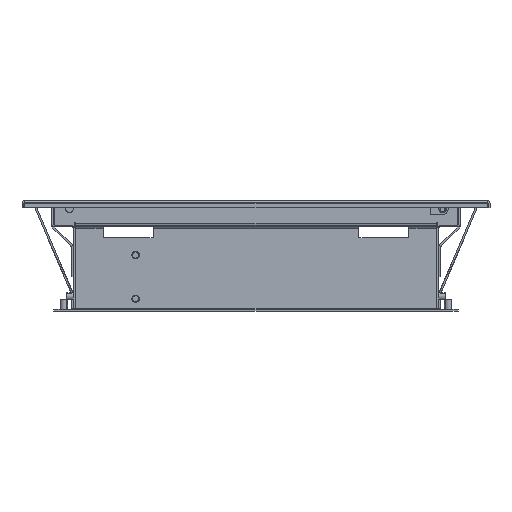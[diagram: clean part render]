
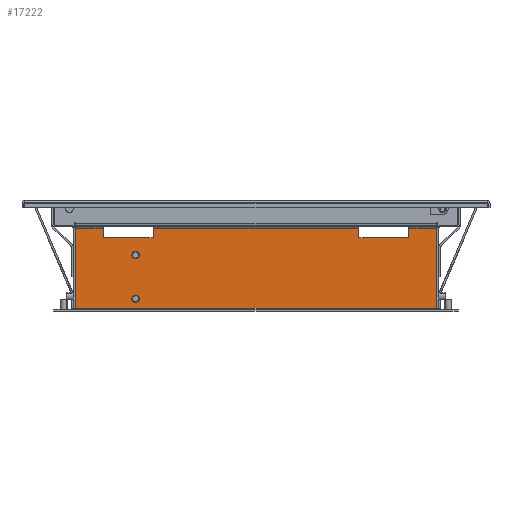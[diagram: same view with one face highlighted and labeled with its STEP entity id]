
A CAD part, front view. The second image highlights one B-rep face of the part: STEP entity #17222.
In plain terms, the highlighted planar face has unit normal (0, -1, 0).
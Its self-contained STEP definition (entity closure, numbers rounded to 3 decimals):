
#226 = DIRECTION ( 'NONE',  ( 0., 0., -1. ) ) ;
#348 = CARTESIAN_POINT ( 'NONE',  ( 270., -599., -22.5 ) ) ;
#552 = EDGE_CURVE ( 'NONE', #18995, #17737, #18497, .T. ) ;
#701 = CARTESIAN_POINT ( 'NONE',  ( 91., -599., -82. ) ) ;
#866 = LINE ( 'NONE', #3998, #17330 ) ;
#925 = ORIENTED_EDGE ( 'NONE', *, *, #11283, .F. ) ;
#1400 = ORIENTED_EDGE ( 'NONE', *, *, #14519, .F. ) ;
#1409 = VECTOR ( 'NONE', #6240, 1000. ) ;
#1523 = DIRECTION ( 'NONE',  ( 0., 0., -1. ) ) ;
#1781 = CARTESIAN_POINT ( 'NONE',  ( 65., -599., 0. ) ) ;
#2047 = CARTESIAN_POINT ( 'NONE',  ( 270., -599., 0. ) ) ;
#2060 = DIRECTION ( 'NONE',  ( 1., 0., 0. ) ) ;
#2107 = DIRECTION ( 'NONE',  ( 0., -1., 0. ) ) ;
#2199 = EDGE_CURVE ( 'NONE', #13012, #13098, #14232, .T. ) ;
#2373 = VECTOR ( 'NONE', #17697, 1000. ) ;
#2510 = CARTESIAN_POINT ( 'NONE',  ( 332., -599., -89. ) ) ;
#2622 = VERTEX_POINT ( 'NONE', #7662 ) ;
#2909 = FACE_BOUND ( 'NONE', #12914, .T. ) ;
#3109 = CARTESIAN_POINT ( 'NONE',  ( 43., -599., -22.5 ) ) ;
#3132 = ORIENTED_EDGE ( 'NONE', *, *, #5675, .F. ) ;
#3561 = LINE ( 'NONE', #1781, #19723 ) ;
#3634 = EDGE_CURVE ( 'NONE', #9834, #10486, #7047, .T. ) ;
#3661 = VERTEX_POINT ( 'NONE', #11936 ) ;
#3961 = ORIENTED_EDGE ( 'NONE', *, *, #16198, .F. ) ;
#3998 = CARTESIAN_POINT ( 'NONE',  ( 43., -599., -22.5 ) ) ;
#4003 = CARTESIAN_POINT ( 'NONE',  ( 65., -599., -22.5 ) ) ;
#4533 = EDGE_CURVE ( 'NONE', #2622, #16638, #7301, .T. ) ;
#4540 = AXIS2_PLACEMENT_3D ( 'NONE', #16656, #2107, #5443 ) ;
#4591 = LINE ( 'NONE', #15701, #19794 ) ;
#4656 = EDGE_CURVE ( 'NONE', #17304, #3661, #4591, .T. ) ;
#4903 = FACE_BOUND ( 'NONE', #5781, .T. ) ;
#5443 = DIRECTION ( 'NONE',  ( 0., 0., -1. ) ) ;
#5675 = EDGE_CURVE ( 'NONE', #15457, #13012, #7305, .T. ) ;
#5681 = DIRECTION ( 'NONE',  ( 0., 0., -1. ) ) ;
#5781 = EDGE_LOOP ( 'NONE', ( #10436, #10566 ) ) ;
#6073 = VECTOR ( 'NONE', #14524, 1000. ) ;
#6106 = CIRCLE ( 'NONE', #17723, 3. ) ;
#6151 = VERTEX_POINT ( 'NONE', #13834 ) ;
#6240 = DIRECTION ( 'NONE',  ( 0., 0., 1. ) ) ;
#6261 = CARTESIAN_POINT ( 'NONE',  ( 270., -599., -30. ) ) ;
#6359 = DIRECTION ( 'NONE',  ( 0., -1., 0. ) ) ;
#6587 = LINE ( 'NONE', #12707, #2373 ) ;
#6680 = DIRECTION ( 'NONE',  ( 0., 0., -1. ) ) ;
#6804 = VECTOR ( 'NONE', #13386, 1000. ) ;
#7017 = CARTESIAN_POINT ( 'NONE',  ( 332., -599., -86.5 ) ) ;
#7047 = LINE ( 'NONE', #2047, #6804 ) ;
#7301 = LINE ( 'NONE', #2510, #17786 ) ;
#7305 = LINE ( 'NONE', #20199, #18496 ) ;
#7381 = CIRCLE ( 'NONE', #11697, 3. ) ;
#7558 = CARTESIAN_POINT ( 'NONE',  ( 105., -599., -30. ) ) ;
#7662 = CARTESIAN_POINT ( 'NONE',  ( 332., -599., -22.5 ) ) ;
#7723 = AXIS2_PLACEMENT_3D ( 'NONE', #18736, #6359, #9276 ) ;
#7816 = LINE ( 'NONE', #12585, #14651 ) ;
#7919 = DIRECTION ( 'NONE',  ( 0., 0., 1. ) ) ;
#8162 = VERTEX_POINT ( 'NONE', #701 ) ;
#8193 = CARTESIAN_POINT ( 'NONE',  ( 43., -599., -21.5 ) ) ;
#8253 = ORIENTED_EDGE ( 'NONE', *, *, #4533, .F. ) ;
#8418 = LINE ( 'NONE', #9790, #15672 ) ;
#8800 = DIRECTION ( 'NONE',  ( 1., 0., 0. ) ) ;
#9246 = VERTEX_POINT ( 'NONE', #10431 ) ;
#9276 = DIRECTION ( 'NONE',  ( 0., 0., -1. ) ) ;
#9467 = CARTESIAN_POINT ( 'NONE',  ( 105., -599., 0. ) ) ;
#9476 = DIRECTION ( 'NONE',  ( 1., 0., 0. ) ) ;
#9654 = CARTESIAN_POINT ( 'NONE',  ( 91., -599., -44. ) ) ;
#9790 = CARTESIAN_POINT ( 'NONE',  ( 0., -599., -30. ) ) ;
#9834 = VERTEX_POINT ( 'NONE', #348 ) ;
#10048 = VERTEX_POINT ( 'NONE', #4003 ) ;
#10074 = CARTESIAN_POINT ( 'NONE',  ( 91., -599., -47. ) ) ;
#10431 = CARTESIAN_POINT ( 'NONE',  ( 43., -599., -86.5 ) ) ;
#10436 = ORIENTED_EDGE ( 'NONE', *, *, #552, .F. ) ;
#10486 = VERTEX_POINT ( 'NONE', #6261 ) ;
#10533 = DIRECTION ( 'NONE',  ( 0., 0., -1. ) ) ;
#10566 = ORIENTED_EDGE ( 'NONE', *, *, #12768, .F. ) ;
#10776 = EDGE_CURVE ( 'NONE', #6151, #10048, #6587, .T. ) ;
#10798 = ORIENTED_EDGE ( 'NONE', *, *, #4656, .F. ) ;
#10869 = ORIENTED_EDGE ( 'NONE', *, *, #16752, .F. ) ;
#11079 = CARTESIAN_POINT ( 'NONE',  ( 105., -599., -22.5 ) ) ;
#11200 = ORIENTED_EDGE ( 'NONE', *, *, #20214, .F. ) ;
#11216 = DIRECTION ( 'NONE',  ( 0., -1., 0. ) ) ;
#11245 = FACE_OUTER_BOUND ( 'NONE', #19994, .T. ) ;
#11283 = EDGE_CURVE ( 'NONE', #10486, #17304, #8418, .T. ) ;
#11317 = ORIENTED_EDGE ( 'NONE', *, *, #10776, .F. ) ;
#11365 = DIRECTION ( 'NONE',  ( 0., -1., 0. ) ) ;
#11578 = CARTESIAN_POINT ( 'NONE',  ( 91., -599., -79. ) ) ;
#11684 = EDGE_CURVE ( 'NONE', #9246, #6151, #19427, .T. ) ;
#11695 = CARTESIAN_POINT ( 'NONE',  ( 65., -599., -30. ) ) ;
#11697 = AXIS2_PLACEMENT_3D ( 'NONE', #11578, #11365, #226 ) ;
#11936 = CARTESIAN_POINT ( 'NONE',  ( 310., -599., -22.5 ) ) ;
#11973 = CIRCLE ( 'NONE', #17611, 3. ) ;
#12290 = DIRECTION ( 'NONE',  ( 1., 0., 0. ) ) ;
#12585 = CARTESIAN_POINT ( 'NONE',  ( 332., -599., -86.5 ) ) ;
#12707 = CARTESIAN_POINT ( 'NONE',  ( 43., -599., -22.5 ) ) ;
#12768 = EDGE_CURVE ( 'NONE', #17737, #18995, #6106, .T. ) ;
#12897 = CARTESIAN_POINT ( 'NONE',  ( 91., -599., -76. ) ) ;
#12914 = EDGE_LOOP ( 'NONE', ( #14371, #11200 ) ) ;
#13012 = VERTEX_POINT ( 'NONE', #7558 ) ;
#13098 = VERTEX_POINT ( 'NONE', #11079 ) ;
#13261 = ORIENTED_EDGE ( 'NONE', *, *, #3634, .F. ) ;
#13386 = DIRECTION ( 'NONE',  ( 0., 0., -1. ) ) ;
#13834 = CARTESIAN_POINT ( 'NONE',  ( 43., -599., -22.5 ) ) ;
#13870 = VERTEX_POINT ( 'NONE', #12897 ) ;
#14232 = LINE ( 'NONE', #9467, #1409 ) ;
#14371 = ORIENTED_EDGE ( 'NONE', *, *, #17009, .F. ) ;
#14519 = EDGE_CURVE ( 'NONE', #3661, #2622, #17367, .T. ) ;
#14524 = DIRECTION ( 'NONE',  ( 0., 0., 1. ) ) ;
#14651 = VECTOR ( 'NONE', #18931, 1000. ) ;
#15211 = ORIENTED_EDGE ( 'NONE', *, *, #11684, .F. ) ;
#15457 = VERTEX_POINT ( 'NONE', #11695 ) ;
#15570 = ORIENTED_EDGE ( 'NONE', *, *, #18129, .F. ) ;
#15672 = VECTOR ( 'NONE', #2060, 1000. ) ;
#15701 = CARTESIAN_POINT ( 'NONE',  ( 310., -599., 0. ) ) ;
#15702 = PLANE ( 'NONE',  #7723 ) ;
#16198 = EDGE_CURVE ( 'NONE', #16638, #9246, #7816, .T. ) ;
#16638 = VERTEX_POINT ( 'NONE', #7017 ) ;
#16656 = CARTESIAN_POINT ( 'NONE',  ( 91., -599., -44. ) ) ;
#16752 = EDGE_CURVE ( 'NONE', #13098, #9834, #866, .T. ) ;
#17009 = EDGE_CURVE ( 'NONE', #13870, #8162, #7381, .T. ) ;
#17222 = ADVANCED_FACE ( 'NONE', ( #4903, #11245, #2909 ), #15702, .T. ) ;
#17304 = VERTEX_POINT ( 'NONE', #20288 ) ;
#17330 = VECTOR ( 'NONE', #8800, 1000. ) ;
#17367 = LINE ( 'NONE', #3109, #19928 ) ;
#17611 = AXIS2_PLACEMENT_3D ( 'NONE', #19934, #19735, #5681 ) ;
#17697 = DIRECTION ( 'NONE',  ( 1., 0., 0. ) ) ;
#17723 = AXIS2_PLACEMENT_3D ( 'NONE', #9654, #11216, #1523 ) ;
#17737 = VERTEX_POINT ( 'NONE', #10074 ) ;
#17786 = VECTOR ( 'NONE', #10533, 1000. ) ;
#18129 = EDGE_CURVE ( 'NONE', #10048, #15457, #3561, .T. ) ;
#18496 = VECTOR ( 'NONE', #12290, 1000. ) ;
#18497 = CIRCLE ( 'NONE', #4540, 3. ) ;
#18736 = CARTESIAN_POINT ( 'NONE',  ( 0., -599., 0. ) ) ;
#18825 = ORIENTED_EDGE ( 'NONE', *, *, #2199, .F. ) ;
#18931 = DIRECTION ( 'NONE',  ( -1., 0., 0. ) ) ;
#18995 = VERTEX_POINT ( 'NONE', #19431 ) ;
#19427 = LINE ( 'NONE', #8193, #6073 ) ;
#19431 = CARTESIAN_POINT ( 'NONE',  ( 91., -599., -41. ) ) ;
#19723 = VECTOR ( 'NONE', #6680, 1000. ) ;
#19735 = DIRECTION ( 'NONE',  ( 0., -1., 0. ) ) ;
#19794 = VECTOR ( 'NONE', #7919, 1000. ) ;
#19928 = VECTOR ( 'NONE', #9476, 1000. ) ;
#19934 = CARTESIAN_POINT ( 'NONE',  ( 91., -599., -79. ) ) ;
#19994 = EDGE_LOOP ( 'NONE', ( #15570, #11317, #15211, #3961, #8253, #1400, #10798, #925, #13261, #10869, #18825, #3132 ) ) ;
#20199 = CARTESIAN_POINT ( 'NONE',  ( 0., -599., -30. ) ) ;
#20214 = EDGE_CURVE ( 'NONE', #8162, #13870, #11973, .T. ) ;
#20288 = CARTESIAN_POINT ( 'NONE',  ( 310., -599., -30. ) ) ;
